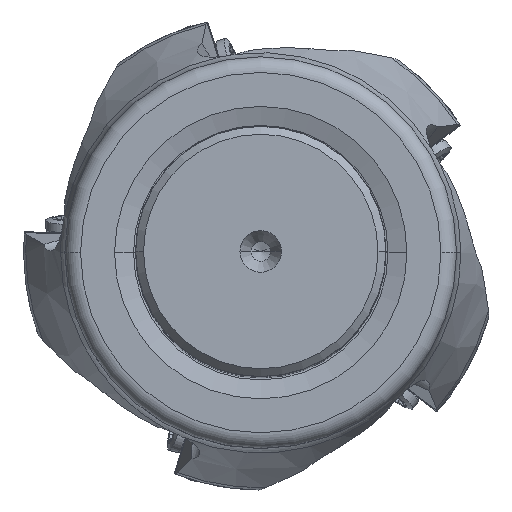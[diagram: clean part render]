
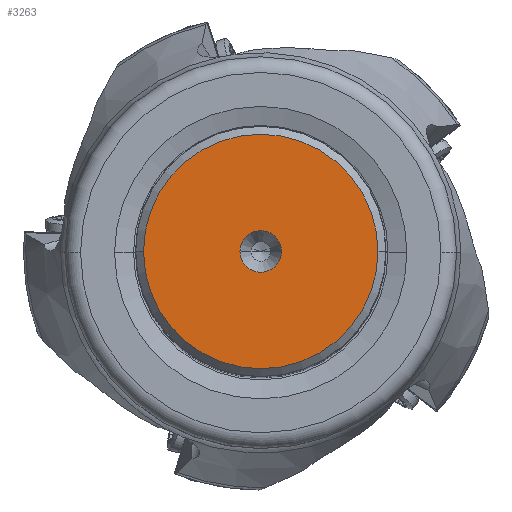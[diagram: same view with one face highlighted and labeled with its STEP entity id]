
A CAD part, top view. The second image highlights one B-rep face of the part: STEP entity #3263.
In plain terms, the highlighted planar face has unit normal (0, 0, 1).
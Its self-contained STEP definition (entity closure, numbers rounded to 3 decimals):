
#219=FACE_BOUND('',#4956,.T.);
#220=FACE_BOUND('',#4957,.T.);
#3263=ADVANCED_FACE('',(#219,#220),#3815,.T.);
#3815=PLANE('',#14702);
#4956=EDGE_LOOP('',(#7308,#7309,#7310,#7311));
#4957=EDGE_LOOP('',(#7312,#7313));
#7308=ORIENTED_EDGE('',*,*,#11881,.F.);
#7309=ORIENTED_EDGE('',*,*,#11880,.F.);
#7310=ORIENTED_EDGE('',*,*,#11882,.F.);
#7311=ORIENTED_EDGE('',*,*,#11883,.F.);
#7312=ORIENTED_EDGE('',*,*,#11884,.F.);
#7313=ORIENTED_EDGE('',*,*,#11885,.F.);
#10211=VERTEX_POINT('',#24797);
#10212=VERTEX_POINT('',#24799);
#10213=VERTEX_POINT('',#24801);
#10214=VERTEX_POINT('',#24805);
#10215=VERTEX_POINT('',#24808);
#10216=VERTEX_POINT('',#24809);
#11880=EDGE_CURVE('',#10212,#10213,#13172,.T.);
#11881=EDGE_CURVE('',#10213,#10211,#13173,.T.);
#11882=EDGE_CURVE('',#10214,#10212,#13174,.T.);
#11883=EDGE_CURVE('',#10211,#10214,#13175,.T.);
#11884=EDGE_CURVE('',#10215,#10216,#13176,.T.);
#11885=EDGE_CURVE('',#10216,#10215,#13177,.T.);
#13172=CIRCLE('',#14695,14.965);
#13173=CIRCLE('',#14696,14.965);
#13174=CIRCLE('',#14698,14.965);
#13175=CIRCLE('',#14699,14.965);
#13176=CIRCLE('',#14700,2.65);
#13177=CIRCLE('',#14701,2.65);
#14695=AXIS2_PLACEMENT_3D('',#24800,#17136,#17137);
#14696=AXIS2_PLACEMENT_3D('',#24802,#17138,#17139);
#14698=AXIS2_PLACEMENT_3D('',#24804,#17142,#17143);
#14699=AXIS2_PLACEMENT_3D('',#24806,#17144,#17145);
#14700=AXIS2_PLACEMENT_3D('',#24807,#17146,#17147);
#14701=AXIS2_PLACEMENT_3D('',#24810,#17148,#17149);
#14702=AXIS2_PLACEMENT_3D('',#24811,#17150,#17151);
#17136=DIRECTION('',(0.,0.,-1.));
#17137=DIRECTION('',(-1.,0.,0.));
#17138=DIRECTION('',(0.,0.,-1.));
#17139=DIRECTION('',(0.,1.,0.));
#17142=DIRECTION('',(0.,0.,-1.));
#17143=DIRECTION('',(0.,-1.,0.));
#17144=DIRECTION('',(0.,0.,-1.));
#17145=DIRECTION('',(1.,0.,0.));
#17146=DIRECTION('',(0.,0.,1.));
#17147=DIRECTION('',(1.,0.,0.));
#17148=DIRECTION('',(0.,0.,1.));
#17149=DIRECTION('',(-1.,0.,0.));
#17150=DIRECTION('',(0.,0.,1.));
#17151=DIRECTION('',(1.,0.,0.));
#24797=CARTESIAN_POINT('',(14.965,0.,0.));
#24799=CARTESIAN_POINT('',(-14.965,0.,0.));
#24800=CARTESIAN_POINT('',(0.,0.,0.));
#24801=CARTESIAN_POINT('',(0.,14.965,0.));
#24802=CARTESIAN_POINT('',(0.,0.,0.));
#24804=CARTESIAN_POINT('',(0.,0.,0.));
#24805=CARTESIAN_POINT('',(0.,-14.965,0.));
#24806=CARTESIAN_POINT('',(0.,0.,0.));
#24807=CARTESIAN_POINT('',(0.,0.,0.));
#24808=CARTESIAN_POINT('',(2.65,0.,0.));
#24809=CARTESIAN_POINT('',(-2.65,0.,0.));
#24810=CARTESIAN_POINT('',(0.,0.,0.));
#24811=CARTESIAN_POINT('',(0.,0.001,0.));
